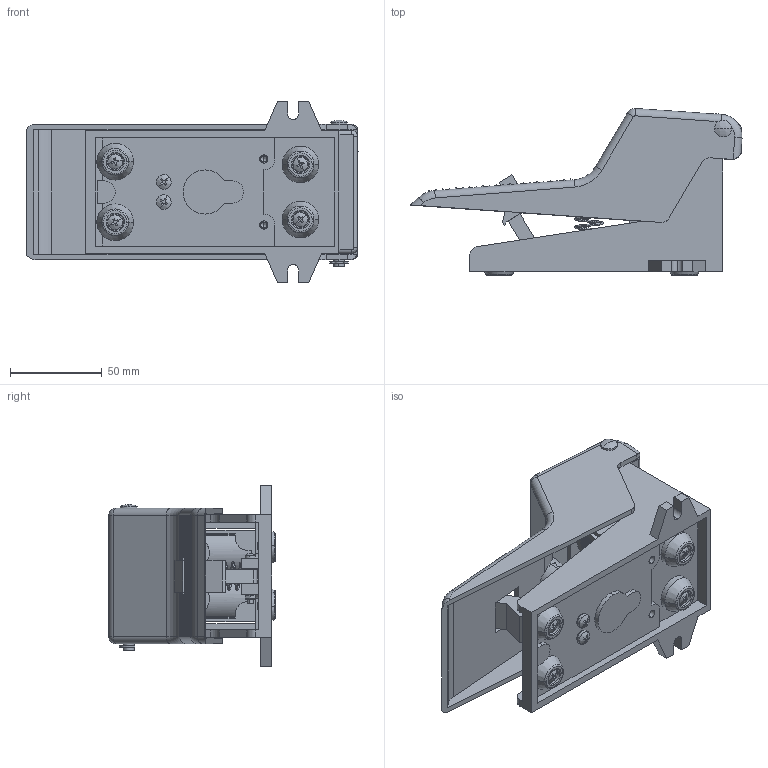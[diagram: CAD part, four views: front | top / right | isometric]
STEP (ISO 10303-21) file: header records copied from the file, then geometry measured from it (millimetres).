
FILE_DESCRIPTION (( 'STEP AP203' ), '1' );
FILE_NAME ('4F210L.step', '2017-03-10T18:34:28', ( '' ), ( '' ), 'SwSTEP 2.0', 'SolidWorks 2016', '' );
FILE_SCHEMA (( 'CONFIG_CONTROL_DESIGN' ));
Length unit declared in the file: millimetre
Products named in the file (1): 4F210L
Bounding box: 180.98 x 90.94 x 99 mm (x, y, z)
Volume: 260838.9 mm3; surface area: 141743 mm2
Topology: 24 solids, 28 shells, 1758 faces, 4845 edges, 3179 vertices
Faces by surface type: cylinder 1116, plane 557, bspline 51, cone 27, torus 7
Entity records: 64827 total; most frequent: CARTESIAN_POINT 17105, DIRECTION 10289, ORIENTED_EDGE 9674, EDGE_CURVE 4837, AXIS2_PLACEMENT_3D 3997, VERTEX_POINT 3179, EDGE_LOOP 2528, VECTOR 2295
